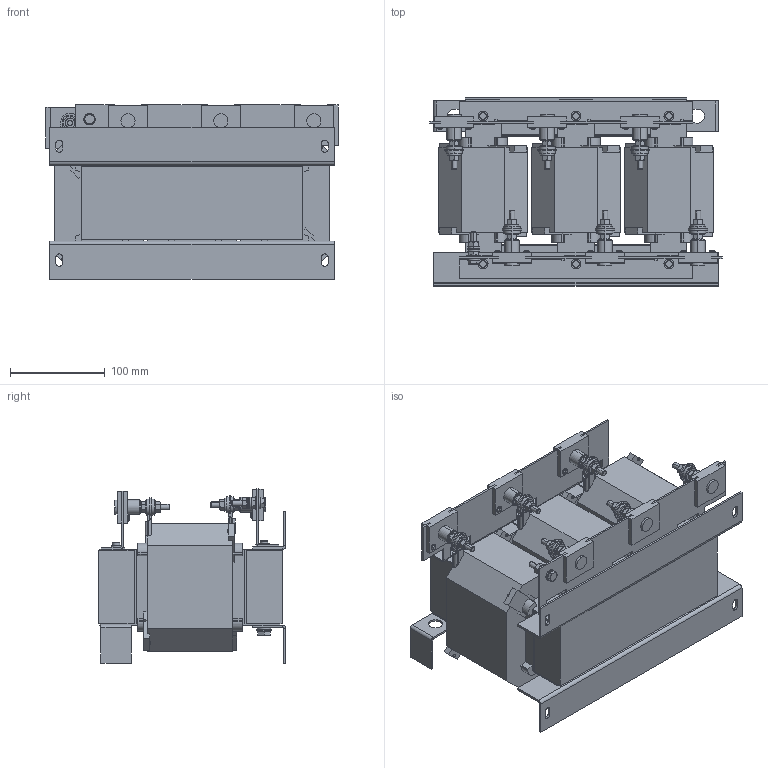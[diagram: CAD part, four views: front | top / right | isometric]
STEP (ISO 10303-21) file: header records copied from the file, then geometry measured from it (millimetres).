
FILE_DESCRIPTION (( 'STEP AP214' ), '1' );
FILE_NAME ('191427.STEP', '2020-05-29T01:03:43', ( '' ), ( '' ), 'SwSTEP 2.0', 'SolidWorks 2018', '' );
FILE_SCHEMA (( 'AUTOMOTIVE_DESIGN' ));
Length unit declared in the file: millimetre
Products named in the file (1): 191427
Bounding box: 308 x 198 x 183.5 mm (x, y, z)
Volume: 5181239.8 mm3; surface area: 489494.6 mm2
Topology: 1 solids, 1 shells, 1825 faces, 4571 edges, 2828 vertices
Faces by surface type: plane 1109, cylinder 354, cone 208, bspline 138, torus 16
Entity records: 59552 total; most frequent: CARTESIAN_POINT 16900, ORIENTED_EDGE 9142, DIRECTION 8417, EDGE_CURVE 4571, VECTOR 2883, LINE 2883, VERTEX_POINT 2828, AXIS2_PLACEMENT_3D 2767
